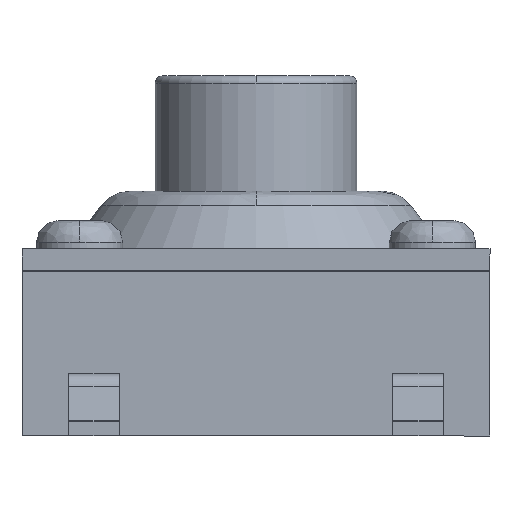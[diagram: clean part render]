
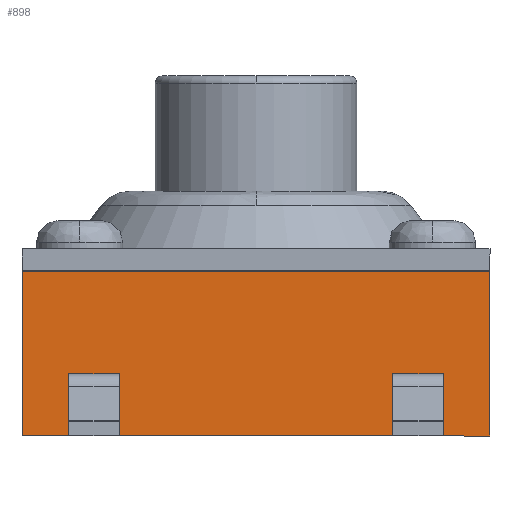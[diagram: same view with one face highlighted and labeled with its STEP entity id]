
A CAD part, left-side view. The second image highlights one B-rep face of the part: STEP entity #898.
In plain terms, the highlighted planar face has unit normal (-1, 0, 0).
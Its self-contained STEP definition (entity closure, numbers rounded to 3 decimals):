
#13 = LINE ( 'NONE', #3302, #1645 ) ;
#58 = EDGE_LOOP ( 'NONE', ( #1839, #2373, #2292, #716 ) ) ;
#134 = DIRECTION ( 'NONE',  ( 0., -1., 0. ) ) ;
#189 = ORIENTED_EDGE ( 'NONE', *, *, #3400, .F. ) ;
#264 = EDGE_CURVE ( 'NONE', #3155, #1789, #3522, .T. ) ;
#271 = VERTEX_POINT ( 'NONE', #2066 ) ;
#278 = EDGE_CURVE ( 'NONE', #2601, #3155, #1928, .T. ) ;
#301 = VECTOR ( 'NONE', #1151, 1000. ) ;
#313 = EDGE_CURVE ( 'NONE', #3248, #352, #3331, .T. ) ;
#352 = VERTEX_POINT ( 'NONE', #3681 ) ;
#356 = EDGE_CURVE ( 'NONE', #2075, #2993, #739, .T. ) ;
#361 = DIRECTION ( 'NONE',  ( 0., -1., 0. ) ) ;
#363 = DIRECTION ( 'NONE',  ( 0., 1., 0. ) ) ;
#409 = EDGE_CURVE ( 'NONE', #352, #1105, #781, .T. ) ;
#410 = ORIENTED_EDGE ( 'NONE', *, *, #1332, .F. ) ;
#519 = ORIENTED_EDGE ( 'NONE', *, *, #649, .F. ) ;
#596 = DIRECTION ( 'NONE',  ( 0., 0., 1. ) ) ;
#649 = EDGE_CURVE ( 'NONE', #2638, #2077, #3228, .T. ) ;
#716 = ORIENTED_EDGE ( 'NONE', *, *, #264, .T. ) ;
#739 = LINE ( 'NONE', #3071, #1540 ) ;
#743 = CARTESIAN_POINT ( 'NONE',  ( -3.25, 0., 0. ) ) ;
#763 = VECTOR ( 'NONE', #134, 1000. ) ;
#781 = LINE ( 'NONE', #1023, #2380 ) ;
#847 = CARTESIAN_POINT ( 'NONE',  ( -3.25, -1.9, 0. ) ) ;
#898 = ADVANCED_FACE ( 'NONE', ( #1031, #915, #2424 ), #3847, .T. ) ;
#909 = VECTOR ( 'NONE', #1148, 1000. ) ;
#912 = ORIENTED_EDGE ( 'NONE', *, *, #1240, .F. ) ;
#914 = VECTOR ( 'NONE', #363, 1000. ) ;
#915 = FACE_BOUND ( 'NONE', #3680, .T. ) ;
#975 = VECTOR ( 'NONE', #3209, 1000. ) ;
#1023 = CARTESIAN_POINT ( 'NONE',  ( -3.25, -2.6, 0. ) ) ;
#1031 = FACE_BOUND ( 'NONE', #1426, .T. ) ;
#1059 = LINE ( 'NONE', #2407, #1952 ) ;
#1068 = CARTESIAN_POINT ( 'NONE',  ( -3.25, 2.6, 0.667 ) ) ;
#1072 = LINE ( 'NONE', #2911, #975 ) ;
#1105 = VERTEX_POINT ( 'NONE', #3236 ) ;
#1116 = VECTOR ( 'NONE', #1791, 1000. ) ;
#1145 = LINE ( 'NONE', #2207, #3368 ) ;
#1148 = DIRECTION ( 'NONE',  ( 0., 0., -1. ) ) ;
#1151 = DIRECTION ( 'NONE',  ( 0., 0., -1. ) ) ;
#1240 = EDGE_CURVE ( 'NONE', #2993, #2638, #13, .T. ) ;
#1328 = ORIENTED_EDGE ( 'NONE', *, *, #409, .F. ) ;
#1332 = EDGE_CURVE ( 'NONE', #2077, #2075, #1072, .T. ) ;
#1426 = EDGE_LOOP ( 'NONE', ( #410, #519, #912, #2438 ) ) ;
#1446 = DIRECTION ( 'NONE',  ( -1., 0., 0. ) ) ;
#1499 = DIRECTION ( 'NONE',  ( 0., 0., 1. ) ) ;
#1540 = VECTOR ( 'NONE', #361, 1000. ) ;
#1645 = VECTOR ( 'NONE', #1499, 1000. ) ;
#1789 = VERTEX_POINT ( 'NONE', #3354 ) ;
#1791 = DIRECTION ( 'NONE',  ( 0., -1., 0. ) ) ;
#1830 = VECTOR ( 'NONE', #2371, 1000. ) ;
#1839 = ORIENTED_EDGE ( 'NONE', *, *, #2013, .T. ) ;
#1915 = EDGE_CURVE ( 'NONE', #1105, #3034, #1145, .T. ) ;
#1928 = LINE ( 'NONE', #2679, #1830 ) ;
#1952 = VECTOR ( 'NONE', #596, 1000. ) ;
#2013 = EDGE_CURVE ( 'NONE', #1789, #271, #2366, .T. ) ;
#2066 = CARTESIAN_POINT ( 'NONE',  ( -3.25, -3.25, 0. ) ) ;
#2075 = VERTEX_POINT ( 'NONE', #1068 ) ;
#2077 = VERTEX_POINT ( 'NONE', #3480 ) ;
#2207 = CARTESIAN_POINT ( 'NONE',  ( -3.25, 0., 0.867 ) ) ;
#2292 = ORIENTED_EDGE ( 'NONE', *, *, #278, .T. ) ;
#2360 = CARTESIAN_POINT ( 'NONE',  ( -3.25, 3.25, 2.29 ) ) ;
#2366 = LINE ( 'NONE', #743, #763 ) ;
#2371 = DIRECTION ( 'NONE',  ( 0., 1., 0. ) ) ;
#2373 = ORIENTED_EDGE ( 'NONE', *, *, #3766, .T. ) ;
#2380 = VECTOR ( 'NONE', #3126, 1000. ) ;
#2391 = CARTESIAN_POINT ( 'NONE',  ( -3.25, -1.9, 0.667 ) ) ;
#2407 = CARTESIAN_POINT ( 'NONE',  ( -3.25, -3.25, 0. ) ) ;
#2424 = FACE_OUTER_BOUND ( 'NONE', #58, .T. ) ;
#2438 = ORIENTED_EDGE ( 'NONE', *, *, #356, .F. ) ;
#2526 = LINE ( 'NONE', #847, #909 ) ;
#2601 = VERTEX_POINT ( 'NONE', #3816 ) ;
#2638 = VERTEX_POINT ( 'NONE', #3592 ) ;
#2679 = CARTESIAN_POINT ( 'NONE',  ( -3.25, 0., 2.29 ) ) ;
#2785 = CARTESIAN_POINT ( 'NONE',  ( -3.25, 0., 0.867 ) ) ;
#2823 = DIRECTION ( 'NONE',  ( 0., 1., 0. ) ) ;
#2911 = CARTESIAN_POINT ( 'NONE',  ( -3.25, 2.6, 0. ) ) ;
#2934 = ORIENTED_EDGE ( 'NONE', *, *, #313, .F. ) ;
#2993 = VERTEX_POINT ( 'NONE', #3485 ) ;
#3034 = VERTEX_POINT ( 'NONE', #3796 ) ;
#3071 = CARTESIAN_POINT ( 'NONE',  ( -3.25, 0., 0.667 ) ) ;
#3126 = DIRECTION ( 'NONE',  ( 0., 0., 1. ) ) ;
#3149 = AXIS2_PLACEMENT_3D ( 'NONE', #3252, #1446, #3565 ) ;
#3155 = VERTEX_POINT ( 'NONE', #2360 ) ;
#3209 = DIRECTION ( 'NONE',  ( 0., 0., -1. ) ) ;
#3228 = LINE ( 'NONE', #2785, #914 ) ;
#3236 = CARTESIAN_POINT ( 'NONE',  ( -3.25, -2.6, 0.867 ) ) ;
#3248 = VERTEX_POINT ( 'NONE', #2391 ) ;
#3252 = CARTESIAN_POINT ( 'NONE',  ( -3.25, 0., 0. ) ) ;
#3302 = CARTESIAN_POINT ( 'NONE',  ( -3.25, 1.9, 0. ) ) ;
#3331 = LINE ( 'NONE', #3891, #1116 ) ;
#3354 = CARTESIAN_POINT ( 'NONE',  ( -3.25, 3.25, 0. ) ) ;
#3368 = VECTOR ( 'NONE', #2823, 1000. ) ;
#3400 = EDGE_CURVE ( 'NONE', #3034, #3248, #2526, .T. ) ;
#3480 = CARTESIAN_POINT ( 'NONE',  ( -3.25, 2.6, 0.867 ) ) ;
#3485 = CARTESIAN_POINT ( 'NONE',  ( -3.25, 1.9, 0.667 ) ) ;
#3522 = LINE ( 'NONE', #3570, #301 ) ;
#3565 = DIRECTION ( 'NONE',  ( 0., -1., 0. ) ) ;
#3570 = CARTESIAN_POINT ( 'NONE',  ( -3.25, 3.25, 0. ) ) ;
#3572 = ORIENTED_EDGE ( 'NONE', *, *, #1915, .F. ) ;
#3592 = CARTESIAN_POINT ( 'NONE',  ( -3.25, 1.9, 0.867 ) ) ;
#3680 = EDGE_LOOP ( 'NONE', ( #189, #3572, #1328, #2934 ) ) ;
#3681 = CARTESIAN_POINT ( 'NONE',  ( -3.25, -2.6, 0.667 ) ) ;
#3766 = EDGE_CURVE ( 'NONE', #271, #2601, #1059, .T. ) ;
#3796 = CARTESIAN_POINT ( 'NONE',  ( -3.25, -1.9, 0.867 ) ) ;
#3816 = CARTESIAN_POINT ( 'NONE',  ( -3.25, -3.25, 2.29 ) ) ;
#3847 = PLANE ( 'NONE',  #3149 ) ;
#3891 = CARTESIAN_POINT ( 'NONE',  ( -3.25, 0., 0.667 ) ) ;
